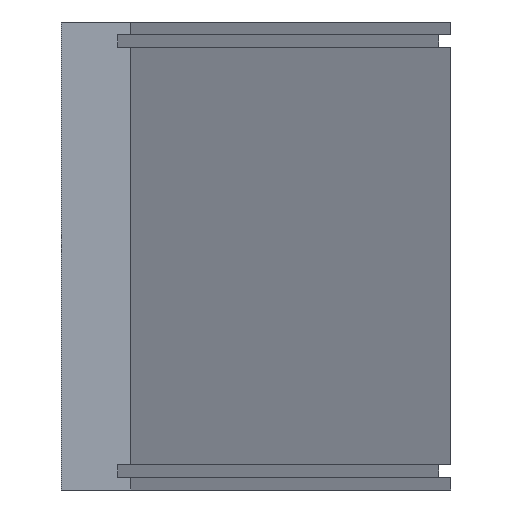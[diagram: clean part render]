
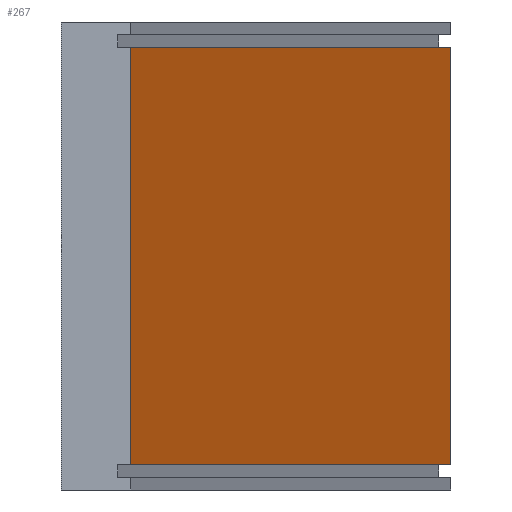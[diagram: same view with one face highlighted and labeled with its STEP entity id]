
A CAD part, left-side view. The second image highlights one B-rep face of the part: STEP entity #267.
In plain terms, the highlighted planar face has unit normal (-0.242, -0.97, 0).
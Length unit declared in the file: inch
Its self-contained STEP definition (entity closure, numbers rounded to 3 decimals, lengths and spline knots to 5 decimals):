
#21=FACE_OUTER_BOUND('',#35,.T.);
#35=EDGE_LOOP('',(#207,#208,#209,#210));
#52=LINE('',#391,#88);
#64=LINE('',#415,#100);
#66=LINE('',#419,#102);
#67=LINE('',#420,#103);
#88=VECTOR('',#316,0.3937);
#100=VECTOR('',#338,0.3937);
#102=VECTOR('',#342,0.3937);
#103=VECTOR('',#343,0.3937);
#124=VERTEX_POINT('',#388);
#125=VERTEX_POINT('',#390);
#132=VERTEX_POINT('',#414);
#133=VERTEX_POINT('',#418);
#148=EDGE_CURVE('',#125,#124,#52,.T.);
#160=EDGE_CURVE('',#125,#132,#64,.T.);
#162=EDGE_CURVE('',#124,#133,#66,.T.);
#163=EDGE_CURVE('',#132,#133,#67,.T.);
#207=ORIENTED_EDGE('',*,*,#148,.T.);
#208=ORIENTED_EDGE('',*,*,#162,.T.);
#209=ORIENTED_EDGE('',*,*,#163,.F.);
#210=ORIENTED_EDGE('',*,*,#160,.F.);
#253=PLANE('',#295);
#267=ADVANCED_FACE('',(#21),#253,.T.);
#295=AXIS2_PLACEMENT_3D('',#417,#340,#341);
#316=DIRECTION('',(0.,0.,-1.));
#338=DIRECTION('',(0.97,-0.242,0.));
#340=DIRECTION('center_axis',(-0.242,-0.97,0.));
#341=DIRECTION('ref_axis',(0.,0.,-1.));
#342=DIRECTION('',(0.97,-0.242,0.));
#343=DIRECTION('',(0.,0.,-1.));
#388=CARTESIAN_POINT('',(0.82647,-0.06123,0.74832));
#390=CARTESIAN_POINT('',(0.82647,-0.06123,13.12332));
#391=CARTESIAN_POINT('',(0.82647,-0.06123,13.49832));
#414=CARTESIAN_POINT('',(38.91188,-9.55699,13.12332));
#415=CARTESIAN_POINT('',(0.34263,0.05941,13.12332));
#417=CARTESIAN_POINT('Origin',(0.34263,0.05941,13.12332));
#418=CARTESIAN_POINT('',(38.91188,-9.55699,0.74832));
#419=CARTESIAN_POINT('',(0.34263,0.05941,0.74832));
#420=CARTESIAN_POINT('',(38.91188,-9.55699,-0.00168));
